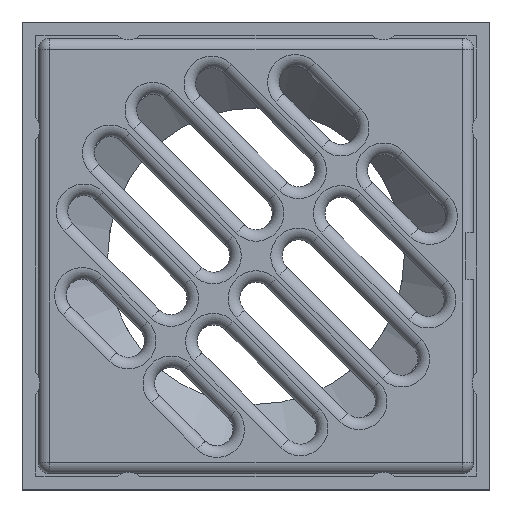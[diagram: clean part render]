
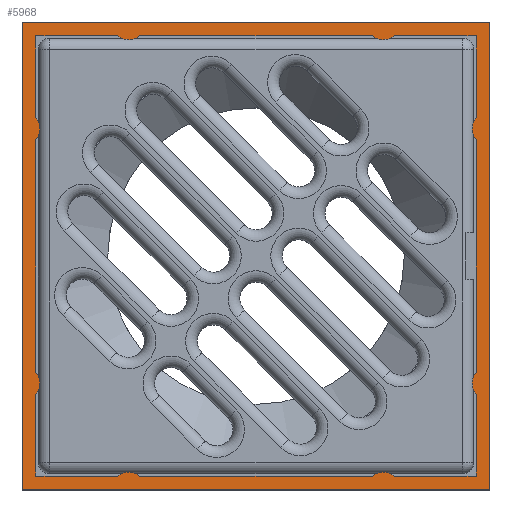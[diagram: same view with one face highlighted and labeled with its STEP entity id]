
A CAD part, top view. The second image highlights one B-rep face of the part: STEP entity #5968.
In plain terms, the highlighted planar face has unit normal (0, 0, 1).
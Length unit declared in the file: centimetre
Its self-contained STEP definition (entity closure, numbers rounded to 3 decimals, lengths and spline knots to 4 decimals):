
#166=PLANE('',#6485);
#273=FACE_BOUND('',#848,.T.);
#440=FACE_OUTER_BOUND('',#847,.T.);
#847=EDGE_LOOP('',(#4497,#4498,#4499,#4500));
#848=EDGE_LOOP('',(#4501,#4502,#4503,#4504,#4505,#4506,#4507,#4508,#4509,
#4510,#4511,#4512,#4513,#4514,#4515,#4516,#4517,#4518,#4519,#4520));
#1238=CIRCLE('',#6380,3.9254);
#1239=CIRCLE('',#6383,3.9254);
#1240=CIRCLE('',#6387,3.9254);
#1241=CIRCLE('',#6390,3.9254);
#1242=CIRCLE('',#6394,3.9254);
#1243=CIRCLE('',#6397,3.9254);
#1244=CIRCLE('',#6401,3.9254);
#1245=CIRCLE('',#6404,3.9254);
#1659=LINE('',#9872,#2117);
#1663=LINE('',#9881,#2121);
#1666=LINE('',#9889,#2124);
#1668=LINE('',#9893,#2126);
#1671=LINE('',#9901,#2129);
#1674=LINE('',#9909,#2132);
#1676=LINE('',#9913,#2134);
#1679=LINE('',#9921,#2137);
#1682=LINE('',#9929,#2140);
#1684=LINE('',#9933,#2142);
#1687=LINE('',#9941,#2145);
#1690=LINE('',#9948,#2148);
#1711=LINE('',#10083,#2169);
#1715=LINE('',#10091,#2173);
#1718=LINE('',#10097,#2176);
#1721=LINE('',#10102,#2179);
#2117=VECTOR('',#7428,1.);
#2121=VECTOR('',#7438,1.);
#2124=VECTOR('',#7447,1.);
#2126=VECTOR('',#7451,1.);
#2129=VECTOR('',#7460,1.);
#2132=VECTOR('',#7469,1.);
#2134=VECTOR('',#7473,1.);
#2137=VECTOR('',#7482,1.);
#2140=VECTOR('',#7491,1.);
#2142=VECTOR('',#7495,1.);
#2145=VECTOR('',#7504,1.);
#2148=VECTOR('',#7513,1.);
#2169=VECTOR('',#7684,1.);
#2173=VECTOR('',#7690,1.);
#2176=VECTOR('',#7695,1.);
#2179=VECTOR('',#7700,1.);
#2620=VERTEX_POINT('',#9870);
#2621=VERTEX_POINT('',#9871);
#2622=VERTEX_POINT('',#9876);
#2623=VERTEX_POINT('',#9880);
#2624=VERTEX_POINT('',#9884);
#2625=VERTEX_POINT('',#9888);
#2626=VERTEX_POINT('',#9892);
#2627=VERTEX_POINT('',#9896);
#2628=VERTEX_POINT('',#9900);
#2629=VERTEX_POINT('',#9904);
#2630=VERTEX_POINT('',#9908);
#2631=VERTEX_POINT('',#9912);
#2632=VERTEX_POINT('',#9916);
#2633=VERTEX_POINT('',#9920);
#2634=VERTEX_POINT('',#9924);
#2635=VERTEX_POINT('',#9928);
#2636=VERTEX_POINT('',#9932);
#2637=VERTEX_POINT('',#9936);
#2638=VERTEX_POINT('',#9940);
#2639=VERTEX_POINT('',#9944);
#2677=VERTEX_POINT('',#10081);
#2678=VERTEX_POINT('',#10082);
#2681=VERTEX_POINT('',#10090);
#2683=VERTEX_POINT('',#10096);
#3226=EDGE_CURVE('',#2620,#2621,#1659,.T.);
#3229=EDGE_CURVE('',#2622,#2620,#1238,.T.);
#3231=EDGE_CURVE('',#2623,#2622,#1663,.T.);
#3233=EDGE_CURVE('',#2624,#2623,#1239,.T.);
#3235=EDGE_CURVE('',#2625,#2624,#1666,.T.);
#3237=EDGE_CURVE('',#2626,#2625,#1668,.T.);
#3239=EDGE_CURVE('',#2627,#2626,#1240,.T.);
#3241=EDGE_CURVE('',#2628,#2627,#1671,.T.);
#3243=EDGE_CURVE('',#2629,#2628,#1241,.T.);
#3245=EDGE_CURVE('',#2630,#2629,#1674,.T.);
#3247=EDGE_CURVE('',#2631,#2630,#1676,.T.);
#3249=EDGE_CURVE('',#2632,#2631,#1242,.T.);
#3251=EDGE_CURVE('',#2633,#2632,#1679,.T.);
#3253=EDGE_CURVE('',#2634,#2633,#1243,.T.);
#3255=EDGE_CURVE('',#2635,#2634,#1682,.T.);
#3257=EDGE_CURVE('',#2636,#2635,#1684,.T.);
#3259=EDGE_CURVE('',#2637,#2636,#1244,.T.);
#3261=EDGE_CURVE('',#2638,#2637,#1687,.T.);
#3263=EDGE_CURVE('',#2639,#2638,#1245,.T.);
#3265=EDGE_CURVE('',#2621,#2639,#1690,.T.);
#3323=EDGE_CURVE('',#2677,#2678,#1711,.T.);
#3327=EDGE_CURVE('',#2681,#2677,#1715,.T.);
#3330=EDGE_CURVE('',#2683,#2681,#1718,.T.);
#3333=EDGE_CURVE('',#2678,#2683,#1721,.T.);
#4497=ORIENTED_EDGE('',*,*,#3333,.F.);
#4498=ORIENTED_EDGE('',*,*,#3323,.F.);
#4499=ORIENTED_EDGE('',*,*,#3327,.F.);
#4500=ORIENTED_EDGE('',*,*,#3330,.F.);
#4501=ORIENTED_EDGE('',*,*,#3226,.T.);
#4502=ORIENTED_EDGE('',*,*,#3265,.T.);
#4503=ORIENTED_EDGE('',*,*,#3263,.T.);
#4504=ORIENTED_EDGE('',*,*,#3261,.T.);
#4505=ORIENTED_EDGE('',*,*,#3259,.T.);
#4506=ORIENTED_EDGE('',*,*,#3257,.T.);
#4507=ORIENTED_EDGE('',*,*,#3255,.T.);
#4508=ORIENTED_EDGE('',*,*,#3253,.T.);
#4509=ORIENTED_EDGE('',*,*,#3251,.T.);
#4510=ORIENTED_EDGE('',*,*,#3249,.T.);
#4511=ORIENTED_EDGE('',*,*,#3247,.T.);
#4512=ORIENTED_EDGE('',*,*,#3245,.T.);
#4513=ORIENTED_EDGE('',*,*,#3243,.T.);
#4514=ORIENTED_EDGE('',*,*,#3241,.T.);
#4515=ORIENTED_EDGE('',*,*,#3239,.T.);
#4516=ORIENTED_EDGE('',*,*,#3237,.T.);
#4517=ORIENTED_EDGE('',*,*,#3235,.T.);
#4518=ORIENTED_EDGE('',*,*,#3233,.T.);
#4519=ORIENTED_EDGE('',*,*,#3231,.T.);
#4520=ORIENTED_EDGE('',*,*,#3229,.T.);
#5968=ADVANCED_FACE('',(#440,#273),#166,.F.);
#6380=AXIS2_PLACEMENT_3D('',#9877,#7433,#7434);
#6383=AXIS2_PLACEMENT_3D('',#9885,#7442,#7443);
#6387=AXIS2_PLACEMENT_3D('',#9897,#7455,#7456);
#6390=AXIS2_PLACEMENT_3D('',#9905,#7464,#7465);
#6394=AXIS2_PLACEMENT_3D('',#9917,#7477,#7478);
#6397=AXIS2_PLACEMENT_3D('',#9925,#7486,#7487);
#6401=AXIS2_PLACEMENT_3D('',#9937,#7499,#7500);
#6404=AXIS2_PLACEMENT_3D('',#9945,#7508,#7509);
#6485=AXIS2_PLACEMENT_3D('',#10105,#7704,#7705);
#7428=DIRECTION('',(0.,-1.,0.));
#7433=DIRECTION('center_axis',(0.,0.,1.));
#7434=DIRECTION('ref_axis',(-0.796,0.605,0.));
#7438=DIRECTION('',(0.,-1.,0.));
#7442=DIRECTION('center_axis',(0.,0.,1.));
#7443=DIRECTION('ref_axis',(-0.796,0.605,0.));
#7447=DIRECTION('',(0.,-1.,0.));
#7451=DIRECTION('',(1.,0.,0.));
#7455=DIRECTION('center_axis',(0.,0.,1.));
#7456=DIRECTION('ref_axis',(-0.605,-0.796,0.));
#7460=DIRECTION('',(1.,0.,0.));
#7464=DIRECTION('center_axis',(0.,0.,1.));
#7465=DIRECTION('ref_axis',(-0.605,-0.796,0.));
#7469=DIRECTION('',(1.,0.,0.));
#7473=DIRECTION('',(0.,1.,0.));
#7477=DIRECTION('center_axis',(0.,0.,1.));
#7478=DIRECTION('ref_axis',(0.796,-0.605,0.));
#7482=DIRECTION('',(0.,1.,0.));
#7486=DIRECTION('center_axis',(0.,0.,1.));
#7487=DIRECTION('ref_axis',(0.796,-0.605,0.));
#7491=DIRECTION('',(0.,1.,0.));
#7495=DIRECTION('',(-1.,0.,0.));
#7499=DIRECTION('center_axis',(0.,0.,1.));
#7500=DIRECTION('ref_axis',(0.605,0.796,0.));
#7504=DIRECTION('',(-1.,0.,0.));
#7508=DIRECTION('center_axis',(0.,0.,1.));
#7509=DIRECTION('ref_axis',(0.605,0.796,0.));
#7513=DIRECTION('',(-1.,0.,0.));
#7684=DIRECTION('',(0.,-1.,0.));
#7690=DIRECTION('',(1.,0.,0.));
#7695=DIRECTION('',(0.,1.,0.));
#7700=DIRECTION('',(-1.,0.,0.));
#7704=DIRECTION('center_axis',(0.,0.,-1.));
#7705=DIRECTION('ref_axis',(1.,0.,0.));
#9870=CARTESIAN_POINT('',(47.5,48.625,78.5));
#9871=CARTESIAN_POINT('',(47.5,31.,78.5));
#9872=CARTESIAN_POINT('',(47.5,63.5625,78.5));
#9876=CARTESIAN_POINT('',(47.5,53.375,78.5));
#9877=CARTESIAN_POINT('Origin',(50.6254,51.,78.5));
#9880=CARTESIAN_POINT('',(47.5,103.625,78.5));
#9881=CARTESIAN_POINT('',(47.5,91.0625,78.5));
#9884=CARTESIAN_POINT('',(47.5,108.375,78.5));
#9885=CARTESIAN_POINT('Origin',(50.6254,106.,78.5));
#9888=CARTESIAN_POINT('',(47.5,126.,78.5));
#9889=CARTESIAN_POINT('',(47.5,102.25,78.5));
#9892=CARTESIAN_POINT('',(29.875,126.,78.5));
#9893=CARTESIAN_POINT('',(14.9375,126.,78.5));
#9896=CARTESIAN_POINT('',(25.125,126.,78.5));
#9897=CARTESIAN_POINT('Origin',(27.5,129.1254,78.5));
#9900=CARTESIAN_POINT('',(-25.125,126.,78.5));
#9901=CARTESIAN_POINT('',(-12.5625,126.,78.5));
#9904=CARTESIAN_POINT('',(-29.875,126.,78.5));
#9905=CARTESIAN_POINT('Origin',(-27.5,129.1254,78.5));
#9908=CARTESIAN_POINT('',(-47.5,126.,78.5));
#9909=CARTESIAN_POINT('',(-23.75,126.,78.5));
#9912=CARTESIAN_POINT('',(-47.5,108.375,78.5));
#9913=CARTESIAN_POINT('',(-47.5,93.4375,78.5));
#9916=CARTESIAN_POINT('',(-47.5,103.625,78.5));
#9917=CARTESIAN_POINT('Origin',(-50.6254,106.,78.5));
#9920=CARTESIAN_POINT('',(-47.5,53.375,78.5));
#9921=CARTESIAN_POINT('',(-47.5,65.9375,78.5));
#9924=CARTESIAN_POINT('',(-47.5,48.625,78.5));
#9925=CARTESIAN_POINT('Origin',(-50.6254,51.,78.5));
#9928=CARTESIAN_POINT('',(-47.5,31.,78.5));
#9929=CARTESIAN_POINT('',(-47.5,54.75,78.5));
#9932=CARTESIAN_POINT('',(-29.875,31.,78.5));
#9933=CARTESIAN_POINT('',(-14.9375,31.,78.5));
#9936=CARTESIAN_POINT('',(-25.125,31.,78.5));
#9937=CARTESIAN_POINT('Origin',(-27.5,27.8746,78.5));
#9940=CARTESIAN_POINT('',(25.125,31.,78.5));
#9941=CARTESIAN_POINT('',(12.5625,31.,78.5));
#9944=CARTESIAN_POINT('',(29.875,31.,78.5));
#9945=CARTESIAN_POINT('Origin',(27.5,27.8746,78.5));
#9948=CARTESIAN_POINT('',(23.75,31.,78.5));
#10081=CARTESIAN_POINT('',(50.5,129.,78.5));
#10082=CARTESIAN_POINT('',(50.5,28.,78.5));
#10083=CARTESIAN_POINT('',(50.5,129.,78.5));
#10090=CARTESIAN_POINT('',(-50.5,129.,78.5));
#10091=CARTESIAN_POINT('',(-50.5,129.,78.5));
#10096=CARTESIAN_POINT('',(-50.5,28.,78.5));
#10097=CARTESIAN_POINT('',(-50.5,28.,78.5));
#10102=CARTESIAN_POINT('',(50.5,28.,78.5));
#10105=CARTESIAN_POINT('Origin',(0.,78.5,78.5));
